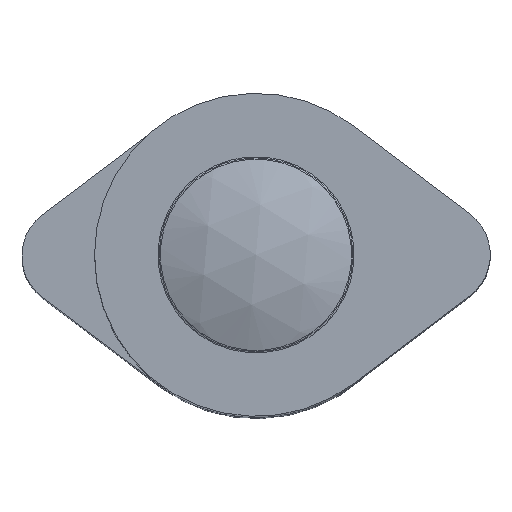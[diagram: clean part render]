
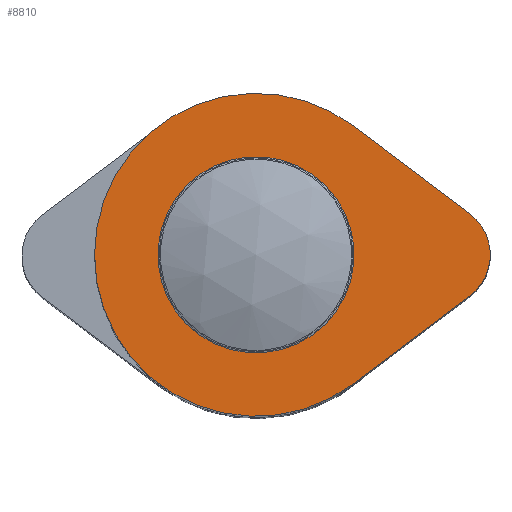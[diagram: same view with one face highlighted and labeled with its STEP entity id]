
A CAD part, top view. The second image highlights one B-rep face of the part: STEP entity #8810.
In plain terms, the highlighted planar face has unit normal (0, 0, 1).
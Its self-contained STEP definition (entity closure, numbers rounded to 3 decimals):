
#68=FACE_BOUND('',#1227,.T.);
#183=PLANE('',#9464);
#693=FACE_OUTER_BOUND('',#1226,.T.);
#1226=EDGE_LOOP('',(#6289,#6290,#6291,#6292));
#1227=EDGE_LOOP('',(#6293));
#1863=LINE('',#12913,#2861);
#1866=LINE('',#12920,#2864);
#2861=VECTOR('',#10302,10.);
#2864=VECTOR('',#10311,10.);
#3861=CIRCLE('',#9454,6.);
#3862=CIRCLE('',#9456,10.);
#3865=CIRCLE('',#9462,3.2);
#4128=VERTEX_POINT('',#12893);
#4130=VERTEX_POINT('',#12898);
#4131=VERTEX_POINT('',#12900);
#4135=VERTEX_POINT('',#12912);
#4136=VERTEX_POINT('',#12916);
#4986=EDGE_CURVE('',#4128,#4128,#3861,.T.);
#4988=EDGE_CURVE('',#4130,#4131,#3862,.T.);
#4994=EDGE_CURVE('',#4131,#4135,#1863,.T.);
#4996=EDGE_CURVE('',#4135,#4136,#3865,.T.);
#4998=EDGE_CURVE('',#4136,#4130,#1866,.T.);
#6289=ORIENTED_EDGE('',*,*,#4994,.F.);
#6290=ORIENTED_EDGE('',*,*,#4988,.F.);
#6291=ORIENTED_EDGE('',*,*,#4998,.F.);
#6292=ORIENTED_EDGE('',*,*,#4996,.F.);
#6293=ORIENTED_EDGE('',*,*,#4986,.T.);
#8810=ADVANCED_FACE('',(#693,#68),#183,.T.);
#9454=AXIS2_PLACEMENT_3D('',#12895,#10284,#10285);
#9456=AXIS2_PLACEMENT_3D('',#12901,#10289,#10290);
#9462=AXIS2_PLACEMENT_3D('',#12917,#10306,#10307);
#9464=AXIS2_PLACEMENT_3D('',#12921,#10312,#10313);
#10284=DIRECTION('center_axis',(0.,0.,-1.));
#10285=DIRECTION('ref_axis',(-1.,0.,0.));
#10289=DIRECTION('center_axis',(0.,0.,-1.));
#10290=DIRECTION('ref_axis',(1.,0.,0.));
#10302=DIRECTION('',(0.799,-0.602,0.));
#10306=DIRECTION('center_axis',(0.,0.,-1.));
#10307=DIRECTION('ref_axis',(0.602,-0.799,0.));
#10311=DIRECTION('',(-0.799,-0.602,0.));
#10312=DIRECTION('center_axis',(0.,0.,1.));
#10313=DIRECTION('ref_axis',(1.,0.,0.));
#12893=CARTESIAN_POINT('',(6.,0.,20.625));
#12895=CARTESIAN_POINT('Origin',(0.,0.,20.625));
#12898=CARTESIAN_POINT('',(6.018,-7.987,20.625));
#12900=CARTESIAN_POINT('',(6.018,7.987,20.625));
#12901=CARTESIAN_POINT('Origin',(0.,0.,20.625));
#12912=CARTESIAN_POINT('',(13.226,2.556,20.625));
#12913=CARTESIAN_POINT('',(13.226,2.556,20.625));
#12916=CARTESIAN_POINT('',(13.226,-2.556,20.625));
#12917=CARTESIAN_POINT('Origin',(11.3,0.,20.625));
#12920=CARTESIAN_POINT('',(6.018,-7.987,20.625));
#12921=CARTESIAN_POINT('Origin',(9.685,0.,20.625));
